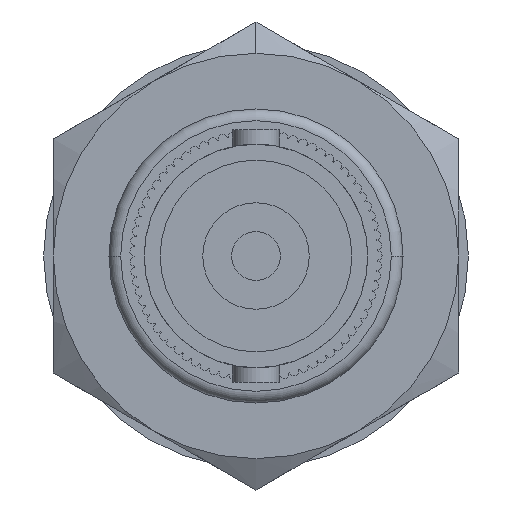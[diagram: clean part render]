
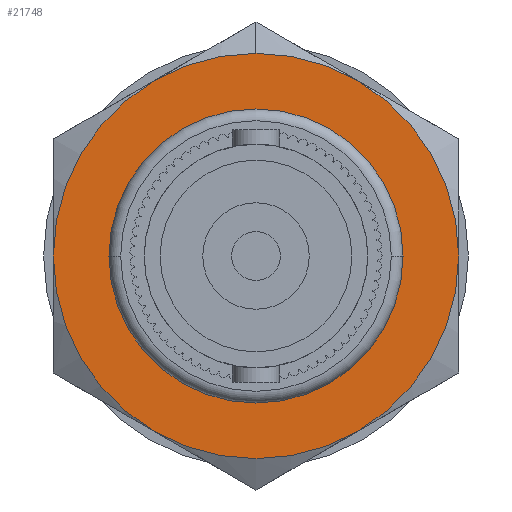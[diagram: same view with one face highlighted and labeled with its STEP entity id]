
A CAD part, left-side view. The second image highlights one B-rep face of the part: STEP entity #21748.
In plain terms, the highlighted face is planar.
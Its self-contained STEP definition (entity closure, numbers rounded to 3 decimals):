
#146 = ORIENTED_EDGE ( 'NONE', *, *, #11006, .T. ) ;
#346 = DIRECTION ( 'NONE',  ( 0., 1., 0. ) ) ;
#1261 = DIRECTION ( 'NONE',  ( 1., 0., 0. ) ) ;
#2192 = ORIENTED_EDGE ( 'NONE', *, *, #22775, .T. ) ;
#2309 = DIRECTION ( 'NONE',  ( 0., 1., 0. ) ) ;
#2561 = VERTEX_POINT ( 'NONE', #23707 ) ;
#3145 = DIRECTION ( 'NONE',  ( 1., 0., 0. ) ) ;
#3281 = AXIS2_PLACEMENT_3D ( 'NONE', #15095, #30498, #15569 ) ;
#3613 = CARTESIAN_POINT ( 'NONE',  ( 22.23, 8.641, 0. ) ) ;
#4713 = CARTESIAN_POINT ( 'NONE',  ( 22.23, -7.578, 4.375 ) ) ;
#5379 = AXIS2_PLACEMENT_3D ( 'NONE', #3613, #31191, #8236 ) ;
#6078 = PLANE ( 'NONE',  #5379 ) ;
#6257 = EDGE_CURVE ( 'NONE', #8026, #11976, #22842, .T. ) ;
#6822 = VERTEX_POINT ( 'NONE', #26728 ) ;
#7112 = ORIENTED_EDGE ( 'NONE', *, *, #13733, .T. ) ;
#7372 = AXIS2_PLACEMENT_3D ( 'NONE', #9321, #21621, #31966 ) ;
#7609 = EDGE_CURVE ( 'NONE', #9752, #2561, #29723, .T. ) ;
#7689 = AXIS2_PLACEMENT_3D ( 'NONE', #29814, #3145, #9651 ) ;
#7827 = CIRCLE ( 'NONE', #26168, 8.75 ) ;
#8026 = VERTEX_POINT ( 'NONE', #4713 ) ;
#8236 = DIRECTION ( 'NONE',  ( 0., -1., 0. ) ) ;
#8321 = VERTEX_POINT ( 'NONE', #9188 ) ;
#9019 = CARTESIAN_POINT ( 'NONE',  ( 22.23, 7.578, 4.375 ) ) ;
#9188 = CARTESIAN_POINT ( 'NONE',  ( 22.23, 0., -8.75 ) ) ;
#9321 = CARTESIAN_POINT ( 'NONE',  ( 22.23, 0., 0. ) ) ;
#9651 = DIRECTION ( 'NONE',  ( 0., 1., 0. ) ) ;
#9686 = CARTESIAN_POINT ( 'NONE',  ( 22.23, 7.578, -4.375 ) ) ;
#9751 = EDGE_CURVE ( 'NONE', #6822, #8026, #7827, .T. ) ;
#9752 = VERTEX_POINT ( 'NONE', #19797 ) ;
#10394 = EDGE_CURVE ( 'NONE', #20207, #28019, #20943, .T. ) ;
#11006 = EDGE_CURVE ( 'NONE', #8321, #20207, #31443, .T. ) ;
#11160 = CARTESIAN_POINT ( 'NONE',  ( 22.23, 0., 0. ) ) ;
#11604 = EDGE_CURVE ( 'NONE', #2561, #9752, #19959, .T. ) ;
#11976 = VERTEX_POINT ( 'NONE', #28523 ) ;
#12510 = CARTESIAN_POINT ( 'NONE',  ( 22.23, 0., 0. ) ) ;
#12730 = EDGE_LOOP ( 'NONE', ( #29960, #29189 ) ) ;
#12772 = CIRCLE ( 'NONE', #3281, 8.75 ) ;
#12838 = CARTESIAN_POINT ( 'NONE',  ( 22.23, 0., 0. ) ) ;
#13129 = AXIS2_PLACEMENT_3D ( 'NONE', #11160, #21172, #31183 ) ;
#13353 = DIRECTION ( 'NONE',  ( 1., 0., 0. ) ) ;
#13733 = EDGE_CURVE ( 'NONE', #19017, #6822, #30414, .T. ) ;
#14864 = DIRECTION ( 'NONE',  ( 1., 0., 0. ) ) ;
#15037 = ORIENTED_EDGE ( 'NONE', *, *, #21938, .T. ) ;
#15095 = CARTESIAN_POINT ( 'NONE',  ( 22.23, 0., 0. ) ) ;
#15569 = DIRECTION ( 'NONE',  ( 0., 1., 0. ) ) ;
#16120 = ORIENTED_EDGE ( 'NONE', *, *, #10394, .T. ) ;
#17317 = AXIS2_PLACEMENT_3D ( 'NONE', #12510, #24805, #2309 ) ;
#18106 = CARTESIAN_POINT ( 'NONE',  ( 22.23, 0., 0. ) ) ;
#19017 = VERTEX_POINT ( 'NONE', #9019 ) ;
#19356 = ORIENTED_EDGE ( 'NONE', *, *, #9751, .T. ) ;
#19797 = CARTESIAN_POINT ( 'NONE',  ( 22.23, -6.35, 0. ) ) ;
#19959 = CIRCLE ( 'NONE', #7372, 6.35 ) ;
#20207 = VERTEX_POINT ( 'NONE', #9686 ) ;
#20558 = CIRCLE ( 'NONE', #26889, 8.75 ) ;
#20943 = CIRCLE ( 'NONE', #26190, 8.75 ) ;
#21028 = FACE_BOUND ( 'NONE', #12730, .T. ) ;
#21172 = DIRECTION ( 'NONE',  ( 1., 0., 0. ) ) ;
#21621 = DIRECTION ( 'NONE',  ( 1., 0., 0. ) ) ;
#21748 = ADVANCED_FACE ( 'NONE', ( #26432, #21028 ), #6078, .T. ) ;
#21938 = EDGE_CURVE ( 'NONE', #28019, #19017, #20558, .T. ) ;
#22775 = EDGE_CURVE ( 'NONE', #11976, #8321, #12772, .T. ) ;
#22821 = DIRECTION ( 'NONE',  ( 1., 0., 0. ) ) ;
#22842 = CIRCLE ( 'NONE', #28595, 8.75 ) ;
#23603 = DIRECTION ( 'NONE',  ( 0., 1., 0. ) ) ;
#23707 = CARTESIAN_POINT ( 'NONE',  ( 22.23, 6.35, 0. ) ) ;
#23763 = CARTESIAN_POINT ( 'NONE',  ( 22.23, 0., 0. ) ) ;
#24700 = CARTESIAN_POINT ( 'NONE',  ( 22.23, 0., 0. ) ) ;
#24805 = DIRECTION ( 'NONE',  ( 1., 0., 0. ) ) ;
#25599 = EDGE_LOOP ( 'NONE', ( #16120, #15037, #7112, #19356, #26262, #2192, #146 ) ) ;
#26168 = AXIS2_PLACEMENT_3D ( 'NONE', #24700, #14864, #346 ) ;
#26190 = AXIS2_PLACEMENT_3D ( 'NONE', #12838, #22821, #32207 ) ;
#26262 = ORIENTED_EDGE ( 'NONE', *, *, #6257, .T. ) ;
#26432 = FACE_OUTER_BOUND ( 'NONE', #25599, .T. ) ;
#26556 = CARTESIAN_POINT ( 'NONE',  ( 22.23, 8.75, 0. ) ) ;
#26728 = CARTESIAN_POINT ( 'NONE',  ( 22.23, 0., 8.75 ) ) ;
#26889 = AXIS2_PLACEMENT_3D ( 'NONE', #23763, #1261, #23603 ) ;
#28019 = VERTEX_POINT ( 'NONE', #26556 ) ;
#28122 = DIRECTION ( 'NONE',  ( 0., 1., 0. ) ) ;
#28523 = CARTESIAN_POINT ( 'NONE',  ( 22.23, -7.578, -4.375 ) ) ;
#28595 = AXIS2_PLACEMENT_3D ( 'NONE', #18106, #13353, #28122 ) ;
#29189 = ORIENTED_EDGE ( 'NONE', *, *, #11604, .F. ) ;
#29723 = CIRCLE ( 'NONE', #7689, 6.35 ) ;
#29814 = CARTESIAN_POINT ( 'NONE',  ( 22.23, 0., 0. ) ) ;
#29960 = ORIENTED_EDGE ( 'NONE', *, *, #7609, .F. ) ;
#30414 = CIRCLE ( 'NONE', #13129, 8.75 ) ;
#30498 = DIRECTION ( 'NONE',  ( 1., 0., 0. ) ) ;
#31183 = DIRECTION ( 'NONE',  ( 0., 1., 0. ) ) ;
#31191 = DIRECTION ( 'NONE',  ( 1., 0., 0. ) ) ;
#31443 = CIRCLE ( 'NONE', #17317, 8.75 ) ;
#31966 = DIRECTION ( 'NONE',  ( 0., 1., 0. ) ) ;
#32207 = DIRECTION ( 'NONE',  ( 0., 1., 0. ) ) ;
